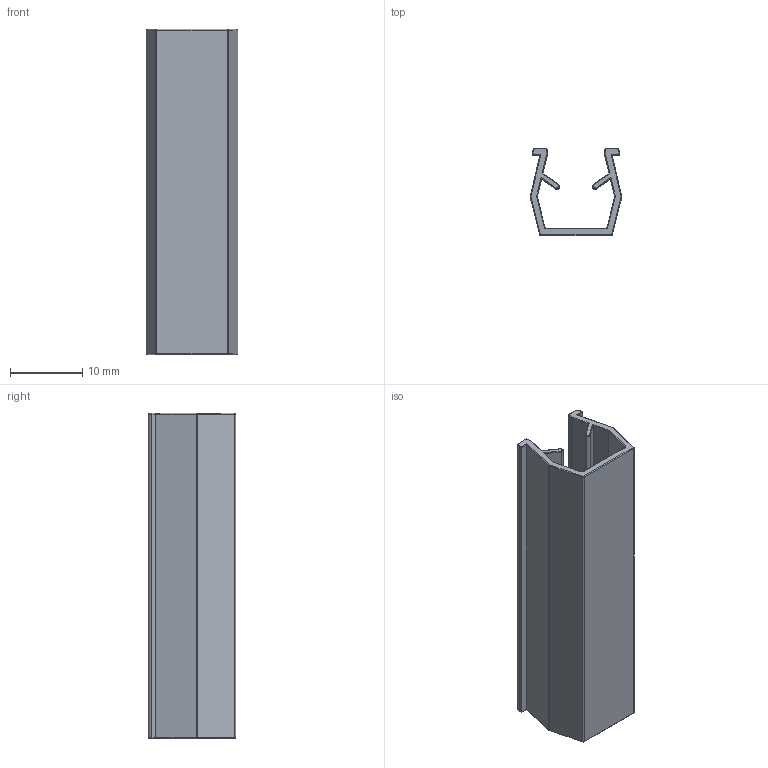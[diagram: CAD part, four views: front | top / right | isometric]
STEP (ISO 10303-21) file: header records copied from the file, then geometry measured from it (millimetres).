
FILE_DESCRIPTION (( 'STEP AP203' ), '1' );
FILE_NAME ('AL-390.9200A.01 Óïëîòíèòåëü ïàçîâûé ïàç 10.STEP', '2025-03-06T05:49:44', ( '' ), ( '' ), 'SwSTEP 2.0', 'SolidWorks 2021', '' );
FILE_SCHEMA (( 'CONFIG_CONTROL_DESIGN' ));
Length unit declared in the file: millimetre
Products named in the file (1): AL-390.9200A.01 Óïëîòíèòåëü ïàçîâûé ïàç 10
Bounding box: 12.68 x 12.07 x 45 mm (x, y, z)
Volume: 1715.2 mm3; surface area: 3751.2 mm2
Topology: 1 solids, 1 shells, 133 faces, 311 edges, 180 vertices
Faces by surface type: cylinder 67, torus 40, plane 26
Entity records: 3962 total; most frequent: CARTESIAN_POINT 817, DIRECTION 703, ORIENTED_EDGE 622, EDGE_CURVE 311, AXIS2_PLACEMENT_3D 282, VERTEX_POINT 180, CIRCLE 148, VECTOR 139
